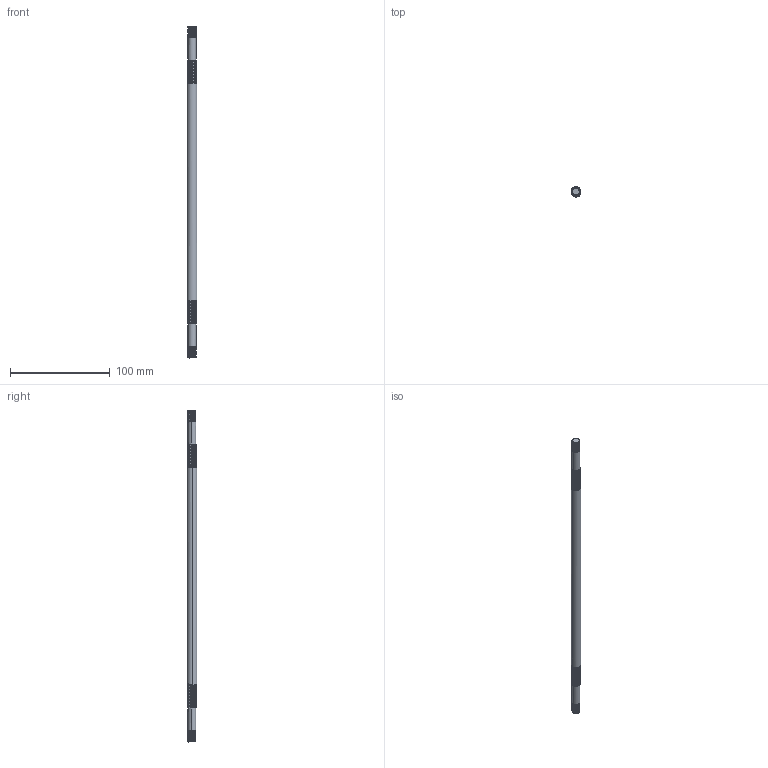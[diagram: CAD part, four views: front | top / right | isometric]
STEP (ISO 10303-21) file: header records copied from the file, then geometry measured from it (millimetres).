
FILE_DESCRIPTION (( 'STEP AP214' ), '1' );
FILE_NAME ('axe_9mma8mm.STEP', '2023-05-25T08:09:44', ( '' ), ( '' ), 'SwSTEP 2.0', 'SolidWorks 2022', '' );
FILE_SCHEMA (( 'AUTOMOTIVE_DESIGN' ));
Length unit declared in the file: centimetre
Products named in the file (1): axe_9mma8mm
Bounding box: 9.9 x 9.9 x 332 mm (x, y, z)
Volume: 22893 mm3; surface area: 11024.9 mm2
Topology: 1 solids, 1 shells, 133 faces, 378 edges, 249 vertices
Faces by surface type: cylinder 102, plane 19, bspline 12
Entity records: 12962 total; most frequent: CARTESIAN_POINT 10246, ORIENTED_EDGE 756, EDGE_CURVE 378, DIRECTION 375, VERTEX_POINT 249, EDGE_LOOP 135, ADVANCED_FACE 133, FACE_OUTER_BOUND 133
